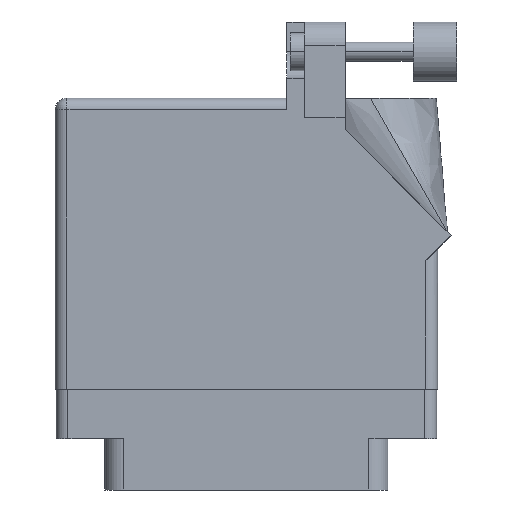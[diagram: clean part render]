
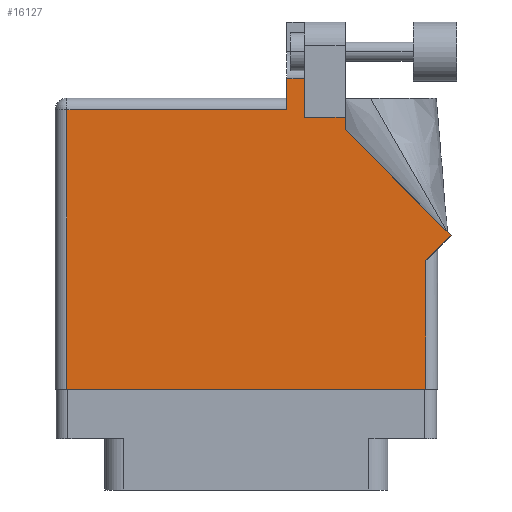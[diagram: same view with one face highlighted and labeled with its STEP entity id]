
A CAD part, front view. The second image highlights one B-rep face of the part: STEP entity #16127.
In plain terms, the highlighted face is planar.
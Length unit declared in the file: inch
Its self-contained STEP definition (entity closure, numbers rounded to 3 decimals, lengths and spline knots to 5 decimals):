
#417 = EDGE_CURVE ( 'NONE', #19172, #18822, #4952, .T. ) ;
#688 = VERTEX_POINT ( 'NONE', #33847 ) ;
#1851 = VERTEX_POINT ( 'NONE', #28562 ) ;
#1961 = VECTOR ( 'NONE', #20948, 39.37008 ) ;
#2251 = EDGE_CURVE ( 'NONE', #28036, #14306, #29018, .T. ) ;
#3328 = ORIENTED_EDGE ( 'NONE', *, *, #3782, .T. ) ;
#3633 = DIRECTION ( 'NONE',  ( -1., 0., 0. ) ) ;
#3769 = LINE ( 'NONE', #23178, #6599 ) ;
#3782 = EDGE_CURVE ( 'NONE', #18822, #1851, #3769, .T. ) ;
#3981 = DIRECTION ( 'NONE',  ( 0., -1., 0. ) ) ;
#4836 = VERTEX_POINT ( 'NONE', #30809 ) ;
#4952 = LINE ( 'NONE', #20032, #6363 ) ;
#5037 = LINE ( 'NONE', #30108, #11212 ) ;
#5093 = VECTOR ( 'NONE', #36575, 39.37008 ) ;
#5140 = ORIENTED_EDGE ( 'NONE', *, *, #28845, .T. ) ;
#5340 = EDGE_CURVE ( 'NONE', #1851, #20459, #5037, .T. ) ;
#5829 = ORIENTED_EDGE ( 'NONE', *, *, #23261, .T. ) ;
#6038 = LINE ( 'NONE', #15343, #5093 ) ;
#6104 = CARTESIAN_POINT ( 'NONE',  ( 2.08071, 0.80771, 0. ) ) ;
#6268 = CARTESIAN_POINT ( 'NONE',  ( 0., 1.53, 0. ) ) ;
#6300 = ORIENTED_EDGE ( 'NONE', *, *, #8943, .T. ) ;
#6363 = VECTOR ( 'NONE', #29078, 39.37008 ) ;
#6599 = VECTOR ( 'NONE', #25990, 39.37008 ) ;
#7400 = LINE ( 'NONE', #28662, #28307 ) ;
#8156 = CARTESIAN_POINT ( 'NONE',  ( 1.311, 1.6315, 0. ) ) ;
#8619 = FACE_OUTER_BOUND ( 'NONE', #36590, .T. ) ;
#8943 = EDGE_CURVE ( 'NONE', #688, #28036, #33184, .T. ) ;
#9289 = CARTESIAN_POINT ( 'NONE',  ( 1.217, 1.468, 0. ) ) ;
#10476 = VERTEX_POINT ( 'NONE', #17317 ) ;
#11003 = ORIENTED_EDGE ( 'NONE', *, *, #5340, .T. ) ;
#11212 = VECTOR ( 'NONE', #35963, 39.37008 ) ;
#12693 = ORIENTED_EDGE ( 'NONE', *, *, #13999, .T. ) ;
#13999 = EDGE_CURVE ( 'NONE', #34063, #688, #24421, .T. ) ;
#14306 = VERTEX_POINT ( 'NONE', #35034 ) ;
#14551 = CARTESIAN_POINT ( 'NONE',  ( 0.062, 1.468, 0. ) ) ;
#14974 = CARTESIAN_POINT ( 'NONE',  ( 2.01, 0.737, 0. ) ) ;
#15343 = CARTESIAN_POINT ( 'NONE',  ( 0., 1.468, 0. ) ) ;
#16127 = ADVANCED_FACE ( 'NONE', ( #8619 ), #27896, .F. ) ;
#16600 = CARTESIAN_POINT ( 'NONE',  ( 1.311, 1.43, 0. ) ) ;
#17000 = VECTOR ( 'NONE', #19990, 39.37008 ) ;
#17317 = CARTESIAN_POINT ( 'NONE',  ( 0.062, 0., 0. ) ) ;
#18822 = VERTEX_POINT ( 'NONE', #8156 ) ;
#19172 = VERTEX_POINT ( 'NONE', #16600 ) ;
#19455 = ORIENTED_EDGE ( 'NONE', *, *, #2251, .T. ) ;
#19716 = EDGE_CURVE ( 'NONE', #20859, #10476, #38797, .T. ) ;
#19990 = DIRECTION ( 'NONE',  ( 0., 1., 0. ) ) ;
#20032 = CARTESIAN_POINT ( 'NONE',  ( 1.311, 1.43, 0. ) ) ;
#20459 = VERTEX_POINT ( 'NONE', #9289 ) ;
#20623 = CARTESIAN_POINT ( 'NONE',  ( 2.08071, 0.80771, 0. ) ) ;
#20701 = DIRECTION ( 'NONE',  ( 0., 1., 0. ) ) ;
#20817 = AXIS2_PLACEMENT_3D ( 'NONE', #6268, #36664, #3633 ) ;
#20859 = VERTEX_POINT ( 'NONE', #14551 ) ;
#20948 = DIRECTION ( 'NONE',  ( -0.707, 0.707, 0. ) ) ;
#21648 = VECTOR ( 'NONE', #3981, 39.37008 ) ;
#22106 = CARTESIAN_POINT ( 'NONE',  ( 0.062, 0., 0. ) ) ;
#22528 = CARTESIAN_POINT ( 'NONE',  ( 0., 0., 0. ) ) ;
#23178 = CARTESIAN_POINT ( 'NONE',  ( 1.64177, 1.6315, 0. ) ) ;
#23181 = VECTOR ( 'NONE', #33012, 39.37008 ) ;
#23261 = EDGE_CURVE ( 'NONE', #10476, #34063, #24081, .T. ) ;
#23346 = EDGE_CURVE ( 'NONE', #14306, #4836, #33594, .T. ) ;
#24027 = CARTESIAN_POINT ( 'NONE',  ( 1.948, 0., 0. ) ) ;
#24081 = LINE ( 'NONE', #22528, #38374 ) ;
#24314 = EDGE_CURVE ( 'NONE', #4836, #19172, #7400, .T. ) ;
#24421 = LINE ( 'NONE', #35857, #25884 ) ;
#25709 = ORIENTED_EDGE ( 'NONE', *, *, #19716, .T. ) ;
#25884 = VECTOR ( 'NONE', #20701, 39.37008 ) ;
#25990 = DIRECTION ( 'NONE',  ( -1., 0., 0. ) ) ;
#26245 = DIRECTION ( 'NONE',  ( 1., 0., 0. ) ) ;
#26374 = CARTESIAN_POINT ( 'NONE',  ( 1.524, 1.36442, 0. ) ) ;
#27896 = PLANE ( 'NONE',  #20817 ) ;
#28036 = VERTEX_POINT ( 'NONE', #20623 ) ;
#28307 = VECTOR ( 'NONE', #34240, 39.37008 ) ;
#28562 = CARTESIAN_POINT ( 'NONE',  ( 1.217, 1.6315, 0. ) ) ;
#28662 = CARTESIAN_POINT ( 'NONE',  ( 1.524, 1.43, 0. ) ) ;
#28845 = EDGE_CURVE ( 'NONE', #20459, #20859, #6038, .T. ) ;
#29018 = LINE ( 'NONE', #6104, #1961 ) ;
#29078 = DIRECTION ( 'NONE',  ( 0., 1., 0. ) ) ;
#30108 = CARTESIAN_POINT ( 'NONE',  ( 1.217, 1.53, 0. ) ) ;
#30809 = CARTESIAN_POINT ( 'NONE',  ( 1.524, 1.43, 0. ) ) ;
#31858 = ORIENTED_EDGE ( 'NONE', *, *, #417, .T. ) ;
#33012 = DIRECTION ( 'NONE',  ( 0.707, 0.707, 0. ) ) ;
#33184 = LINE ( 'NONE', #14974, #23181 ) ;
#33594 = LINE ( 'NONE', #26374, #17000 ) ;
#33847 = CARTESIAN_POINT ( 'NONE',  ( 1.948, 0.675, 0. ) ) ;
#34063 = VERTEX_POINT ( 'NONE', #24027 ) ;
#34240 = DIRECTION ( 'NONE',  ( -1., 0., 0. ) ) ;
#34993 = ORIENTED_EDGE ( 'NONE', *, *, #23346, .T. ) ;
#35034 = CARTESIAN_POINT ( 'NONE',  ( 1.524, 1.36442, 0. ) ) ;
#35857 = CARTESIAN_POINT ( 'NONE',  ( 1.948, 0.737, 0. ) ) ;
#35963 = DIRECTION ( 'NONE',  ( 0., -1., 0. ) ) ;
#36575 = DIRECTION ( 'NONE',  ( -1., 0., 0. ) ) ;
#36590 = EDGE_LOOP ( 'NONE', ( #31858, #3328, #11003, #5140, #25709, #5829, #12693, #6300, #19455, #34993, #39119 ) ) ;
#36664 = DIRECTION ( 'NONE',  ( 0., 0., -1. ) ) ;
#38374 = VECTOR ( 'NONE', #26245, 39.37008 ) ;
#38797 = LINE ( 'NONE', #22106, #21648 ) ;
#39119 = ORIENTED_EDGE ( 'NONE', *, *, #24314, .T. ) ;
